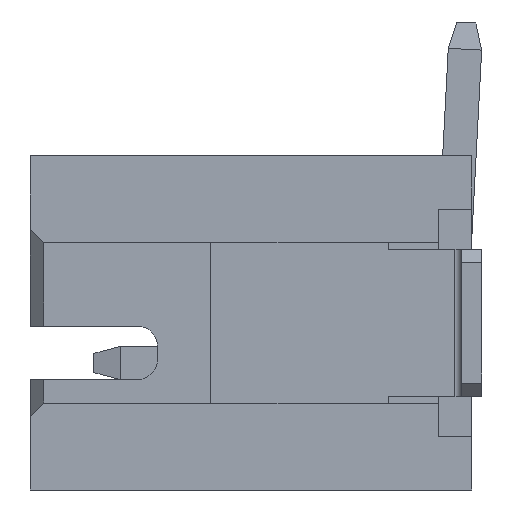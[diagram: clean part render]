
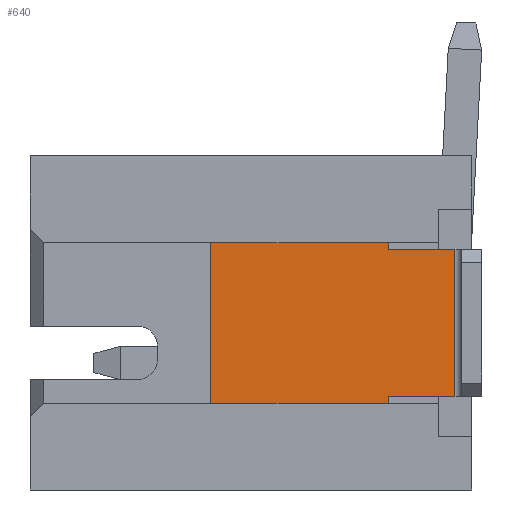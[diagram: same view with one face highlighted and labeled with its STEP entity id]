
A CAD part, left-side view. The second image highlights one B-rep face of the part: STEP entity #640.
In plain terms, the highlighted face is planar.
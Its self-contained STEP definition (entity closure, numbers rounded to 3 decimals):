
#33 = LINE ( 'NONE', #1197, #6564 ) ;
#95 = PLANE ( 'NONE',  #3893 ) ;
#145 = VECTOR ( 'NONE', #2000, 1000. ) ;
#239 = EDGE_CURVE ( 'NONE', #5236, #6229, #6890, .T. ) ;
#310 = LINE ( 'NONE', #2561, #145 ) ;
#433 = DIRECTION ( 'NONE',  ( 0., 0., -1. ) ) ;
#444 = CARTESIAN_POINT ( 'NONE',  ( 5.35, 0.4, -1.15 ) ) ;
#482 = EDGE_CURVE ( 'NONE', #3495, #762, #2169, .T. ) ;
#534 = ORIENTED_EDGE ( 'NONE', *, *, #5690, .T. ) ;
#640 = ADVANCED_FACE ( 'NONE', ( #5137 ), #95, .T. ) ;
#648 = ORIENTED_EDGE ( 'NONE', *, *, #5582, .T. ) ;
#722 = LINE ( 'NONE', #3197, #5677 ) ;
#728 = ORIENTED_EDGE ( 'NONE', *, *, #4348, .F. ) ;
#751 = VECTOR ( 'NONE', #5631, 1000. ) ;
#762 = VERTEX_POINT ( 'NONE', #2645 ) ;
#888 = DIRECTION ( 'NONE',  ( 0., 0., 1. ) ) ;
#1133 = ORIENTED_EDGE ( 'NONE', *, *, #239, .T. ) ;
#1190 = DIRECTION ( 'NONE',  ( 0., 1., 0. ) ) ;
#1197 = CARTESIAN_POINT ( 'NONE',  ( 5.35, 4.05, -2.25 ) ) ;
#1205 = CARTESIAN_POINT ( 'NONE',  ( 5.35, 1.4, -3.35 ) ) ;
#1436 = VECTOR ( 'NONE', #1190, 1000. ) ;
#1716 = VERTEX_POINT ( 'NONE', #1205 ) ;
#1738 = EDGE_CURVE ( 'NONE', #6466, #5236, #722, .T. ) ;
#1805 = VERTEX_POINT ( 'NONE', #4267 ) ;
#1837 = DIRECTION ( 'NONE',  ( 0., 0., -1. ) ) ;
#1974 = CARTESIAN_POINT ( 'NONE',  ( 5.35, 4.05, -0.55 ) ) ;
#1982 = VERTEX_POINT ( 'NONE', #4300 ) ;
#2000 = DIRECTION ( 'NONE',  ( 0., -1., 0. ) ) ;
#2140 = ORIENTED_EDGE ( 'NONE', *, *, #7328, .F. ) ;
#2169 = LINE ( 'NONE', #3855, #5066 ) ;
#2198 = CARTESIAN_POINT ( 'NONE',  ( 5.35, 1.4, -0.75 ) ) ;
#2262 = LINE ( 'NONE', #2198, #2746 ) ;
#2487 = VERTEX_POINT ( 'NONE', #3725 ) ;
#2561 = CARTESIAN_POINT ( 'NONE',  ( 5.35, 0.3, -3.35 ) ) ;
#2575 = VERTEX_POINT ( 'NONE', #444 ) ;
#2645 = CARTESIAN_POINT ( 'NONE',  ( 5.35, 4.05, -3.95 ) ) ;
#2709 = DIRECTION ( 'NONE',  ( 0., 1., 0. ) ) ;
#2746 = VECTOR ( 'NONE', #6810, 1000. ) ;
#2811 = LINE ( 'NONE', #3443, #751 ) ;
#2815 = DIRECTION ( 'NONE',  ( 0., 0., 1. ) ) ;
#2959 = DIRECTION ( 'NONE',  ( 0., -0.707, -0.707 ) ) ;
#3197 = CARTESIAN_POINT ( 'NONE',  ( 5.35, 6.55, -0.55 ) ) ;
#3348 = LINE ( 'NONE', #7331, #5698 ) ;
#3443 = CARTESIAN_POINT ( 'NONE',  ( 5.35, 1.6, -3.95 ) ) ;
#3446 = CARTESIAN_POINT ( 'NONE',  ( 5.35, 0.15, -2.25 ) ) ;
#3461 = ORIENTED_EDGE ( 'NONE', *, *, #3858, .F. ) ;
#3495 = VERTEX_POINT ( 'NONE', #4760 ) ;
#3544 = CARTESIAN_POINT ( 'NONE',  ( 5.35, 6.55, -1.15 ) ) ;
#3702 = LINE ( 'NONE', #5964, #7021 ) ;
#3725 = CARTESIAN_POINT ( 'NONE',  ( 5.35, 0.4, -3.35 ) ) ;
#3855 = CARTESIAN_POINT ( 'NONE',  ( 5.35, 6.55, -3.95 ) ) ;
#3858 = EDGE_CURVE ( 'NONE', #1716, #2487, #310, .T. ) ;
#3893 = AXIS2_PLACEMENT_3D ( 'NONE', #3446, #5705, #2815 ) ;
#4267 = CARTESIAN_POINT ( 'NONE',  ( 5.35, 1.4, -3.75 ) ) ;
#4300 = CARTESIAN_POINT ( 'NONE',  ( 5.35, 1.4, -1.15 ) ) ;
#4301 = DIRECTION ( 'NONE',  ( 0., -1., 0. ) ) ;
#4311 = ORIENTED_EDGE ( 'NONE', *, *, #6991, .T. ) ;
#4348 = EDGE_CURVE ( 'NONE', #2487, #2575, #3702, .T. ) ;
#4582 = LINE ( 'NONE', #3544, #1436 ) ;
#4668 = CARTESIAN_POINT ( 'NONE',  ( 5.35, 1.6, -0.55 ) ) ;
#4760 = CARTESIAN_POINT ( 'NONE',  ( 5.35, 1.6, -3.95 ) ) ;
#4905 = EDGE_LOOP ( 'NONE', ( #2140, #5279, #1133, #534, #7053, #728, #3461, #648, #4311, #7156 ) ) ;
#5066 = VECTOR ( 'NONE', #2709, 1000. ) ;
#5137 = FACE_OUTER_BOUND ( 'NONE', #4905, .T. ) ;
#5236 = VERTEX_POINT ( 'NONE', #6696 ) ;
#5279 = ORIENTED_EDGE ( 'NONE', *, *, #1738, .T. ) ;
#5582 = EDGE_CURVE ( 'NONE', #1716, #1805, #3348, .T. ) ;
#5631 = DIRECTION ( 'NONE',  ( 0., 0.707, -0.707 ) ) ;
#5677 = VECTOR ( 'NONE', #4301, 1000. ) ;
#5690 = EDGE_CURVE ( 'NONE', #6229, #1982, #2262, .T. ) ;
#5698 = VECTOR ( 'NONE', #433, 1000. ) ;
#5705 = DIRECTION ( 'NONE',  ( 1., 0., 0. ) ) ;
#5878 = EDGE_CURVE ( 'NONE', #2575, #1982, #4582, .T. ) ;
#5964 = CARTESIAN_POINT ( 'NONE',  ( 5.35, 0.4, -3.35 ) ) ;
#6164 = VECTOR ( 'NONE', #2959, 1000. ) ;
#6229 = VERTEX_POINT ( 'NONE', #6694 ) ;
#6466 = VERTEX_POINT ( 'NONE', #1974 ) ;
#6564 = VECTOR ( 'NONE', #1837, 1000. ) ;
#6694 = CARTESIAN_POINT ( 'NONE',  ( 5.35, 1.4, -0.75 ) ) ;
#6696 = CARTESIAN_POINT ( 'NONE',  ( 5.35, 1.6, -0.55 ) ) ;
#6810 = DIRECTION ( 'NONE',  ( 0., 0., -1. ) ) ;
#6890 = LINE ( 'NONE', #4668, #6164 ) ;
#6991 = EDGE_CURVE ( 'NONE', #1805, #3495, #2811, .T. ) ;
#7021 = VECTOR ( 'NONE', #888, 1000. ) ;
#7053 = ORIENTED_EDGE ( 'NONE', *, *, #5878, .F. ) ;
#7156 = ORIENTED_EDGE ( 'NONE', *, *, #482, .T. ) ;
#7328 = EDGE_CURVE ( 'NONE', #6466, #762, #33, .T. ) ;
#7331 = CARTESIAN_POINT ( 'NONE',  ( 5.35, 1.4, -3.75 ) ) ;
